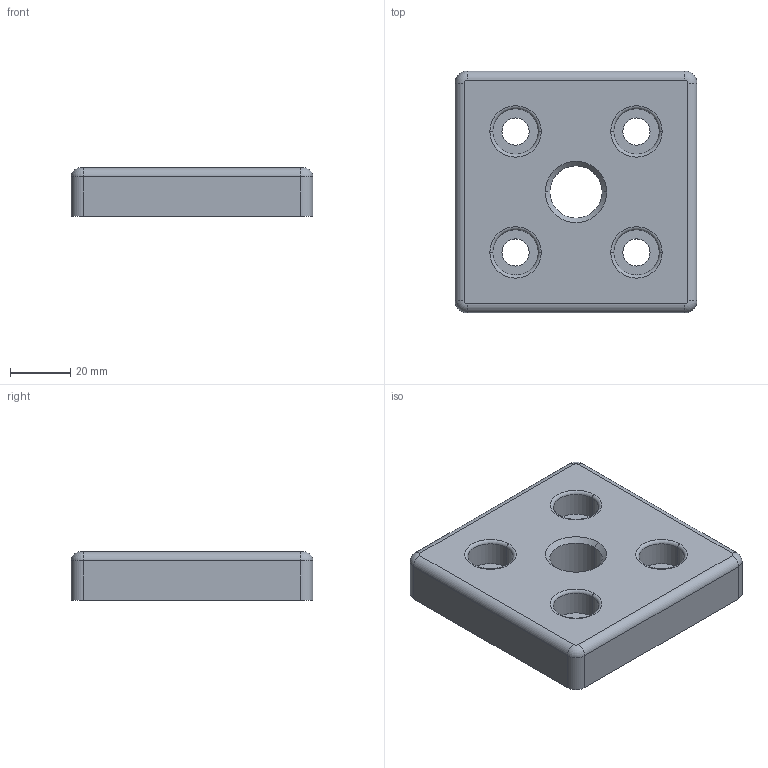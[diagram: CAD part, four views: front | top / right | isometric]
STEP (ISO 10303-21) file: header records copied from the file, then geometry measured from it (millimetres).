
FILE_DESCRIPTION (( 'STEP AP214' ), '1' );
FILE_NAME ('093t80802008r.STEP', '2014-08-20T08:34:28', ( '' ), ( '' ), 'SwSTEP 2.0', 'SolidWorks 2014', '' );
FILE_SCHEMA (( 'AUTOMOTIVE_DESIGN' ));
Length unit declared in the file: millimetre
Products named in the file (1): 093t80802008r
Bounding box: 80 x 80 x 16 mm (x, y, z)
Volume: 65237.8 mm3; surface area: 26951.2 mm2
Topology: 1 solids, 1 shells, 267 faces, 609 edges, 333 vertices
Faces by surface type: cylinder 127, plane 55, sphere 42, torus 41, cone 2
Entity records: 7257 total; most frequent: DIRECTION 1457, CARTESIAN_POINT 1170, ORIENTED_EDGE 1146, AXIS2_PLACEMENT_3D 616, EDGE_CURVE 573, CIRCLE 348, VERTEX_POINT 329, EDGE_LOOP 298
